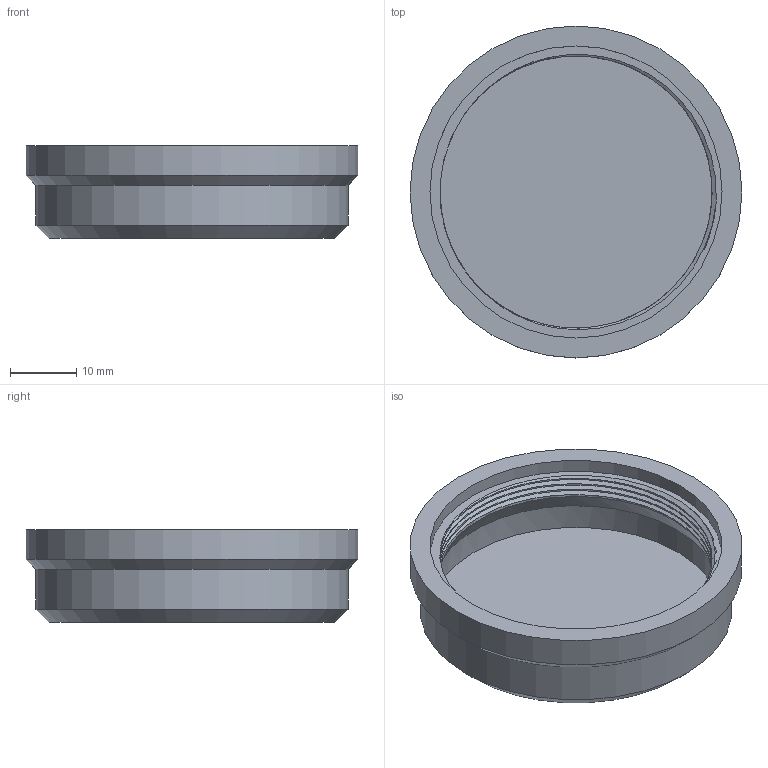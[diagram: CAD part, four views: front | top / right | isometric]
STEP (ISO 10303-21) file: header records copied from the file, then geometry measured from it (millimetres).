
FILE_DESCRIPTION(/* description */ (''),/* implementation_level */ '2;1');
FILE_NAME(/* name */ 'baseRearCap_M42',/* time_stamp */ '2023-12-05T12:43:22-05:00',/* author */ ('George Moua'),/* organization */ ('Archive 663'),/* preprocessor_version */ 'ST-DEVELOPER v16.7',/* originating_system */ 'Solid Edge',/* authorisation */ 'Unknown');
FILE_SCHEMA (('AUTOMOTIVE_DESIGN {1 0 10303 214 3 1 1}'));
Length unit declared in the file: millimetre
Products named in the file (3): mountLensBase; mountLensBase_M42_oa_0; baseRearCap_M42
Assembly tree (2 placements, depth 3):
  mountLensBase
    mountLensBase_M42_oa_0
      baseRearCap_M42
Bounding box: 50 x 50 x 14 mm (x, y, z)
Volume: 8021.9 mm3; surface area: 7935.1 mm2
Topology: 1 solids, 1 shells, 55 faces, 133 edges, 86 vertices
Faces by surface type: plane 40, cone 7, cylinder 5, bspline 3
Full cylindrical faces by diameter (mm): 43 x1, 44 x1, 47 x1, 50 x1
Entity records: 3174 total; most frequent: CARTESIAN_POINT 1904, ORIENTED_EDGE 240, DIRECTION 233, EDGE_CURVE 120, LINE 89, VECTOR 89, VERTEX_POINT 82, AXIS2_PLACEMENT_3D 72
